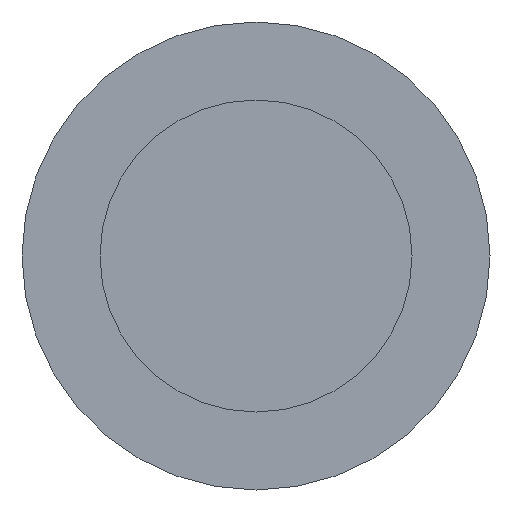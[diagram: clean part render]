
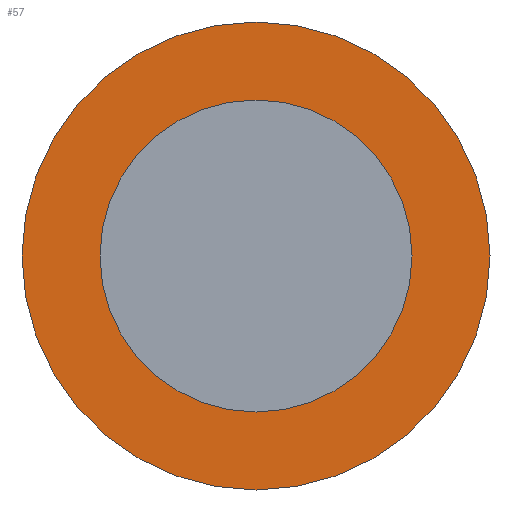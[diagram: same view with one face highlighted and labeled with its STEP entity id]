
A CAD part, front view. The second image highlights one B-rep face of the part: STEP entity #57.
In plain terms, the highlighted planar face has unit normal (0, -1, 0).
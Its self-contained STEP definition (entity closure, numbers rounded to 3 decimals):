
#57=ADVANCED_FACE('',(#91,#93),#95,.T.);
#91=FACE_BOUND('',#92,.T.);
#92=EDGE_LOOP('',(#117));
#93=FACE_BOUND('',#94,.T.);
#94=EDGE_LOOP('',(#118));
#95=PLANE('',#96);
#96=AXIS2_PLACEMENT_3D('',#97,#98,#99);
#97=CARTESIAN_POINT('',(0.,0.5,0.));
#98=DIRECTION('',(0.,-1.,0.));
#99=DIRECTION('',(-1.,0.,0.));
#117=ORIENTED_EDGE('',*,*,#122,.F.);
#118=ORIENTED_EDGE('',*,*,#123,.T.);
#122=EDGE_CURVE('',#125,#125,#126,.T.);
#123=EDGE_CURVE('',#127,#127,#128,.T.);
#125=VERTEX_POINT('',#131);
#126=CIRCLE('',#132,0.75);
#127=VERTEX_POINT('',#136);
#128=CIRCLE('',#137,0.5);
#131=CARTESIAN_POINT('',(-0.75,0.5,0.));
#132=AXIS2_PLACEMENT_3D('',#133,#134,#135);
#133=CARTESIAN_POINT('',(0.,0.5,0.));
#134=DIRECTION('',(0.,1.,0.));
#135=DIRECTION('',(-1.,0.,0.));
#136=CARTESIAN_POINT('',(-0.5,0.5,0.));
#137=AXIS2_PLACEMENT_3D('',#138,#139,#140);
#138=CARTESIAN_POINT('',(0.,0.5,0.));
#139=DIRECTION('',(0.,1.,0.));
#140=DIRECTION('',(-1.,0.,0.));
